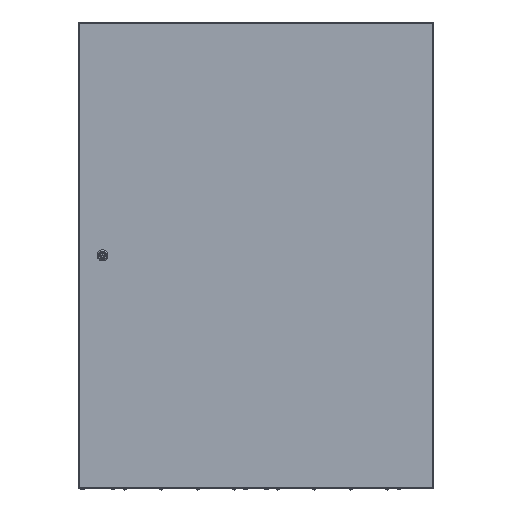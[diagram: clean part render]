
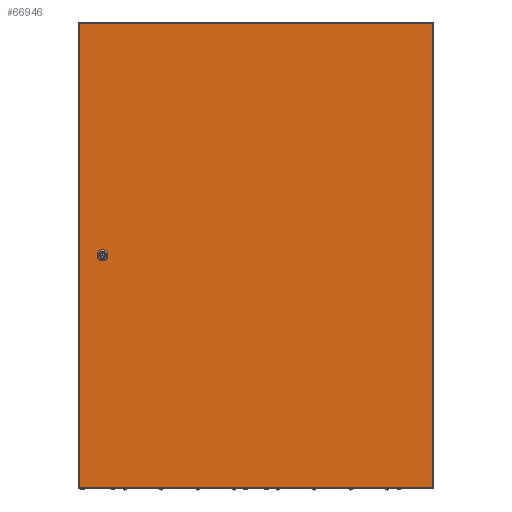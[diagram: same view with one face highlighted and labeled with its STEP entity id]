
A CAD part, top view. The second image highlights one B-rep face of the part: STEP entity #66946.
In plain terms, the highlighted planar face has unit normal (0, 0, 1).
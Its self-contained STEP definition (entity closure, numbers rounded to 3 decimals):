
#134 = AXIS2_PLACEMENT_3D ( 'NONE', #51305, #85757, #37476 ) ;
#945 = CARTESIAN_POINT ( 'NONE',  ( 57.814, 610.05, 17.5 ) ) ;
#1303 = ORIENTED_EDGE ( 'NONE', *, *, #23454, .F. ) ;
#4916 = EDGE_LOOP ( 'NONE', ( #45801, #72921, #29717, #84702 ) ) ;
#6021 = VERTEX_POINT ( 'NONE', #82492 ) ;
#6712 = EDGE_CURVE ( 'NONE', #62230, #33454, #39353, .T. ) ;
#8131 = VERTEX_POINT ( 'NONE', #16801 ) ;
#8461 = CIRCLE ( 'NONE', #29811, 11.25 ) ;
#9060 = DIRECTION ( 'NONE',  ( 0., 0., 1. ) ) ;
#10203 = EDGE_LOOP ( 'NONE', ( #48038, #79244, #58653, #58315, #64376, #1303, #75277, #86758 ) ) ;
#11233 = VERTEX_POINT ( 'NONE', #55373 ) ;
#11364 = VERTEX_POINT ( 'NONE', #36583 ) ;
#12922 = DIRECTION ( 'NONE',  ( 0., 0., 1. ) ) ;
#14086 = VERTEX_POINT ( 'NONE', #85106 ) ;
#14879 = CARTESIAN_POINT ( 'NONE',  ( 62.87, 600., 17.5 ) ) ;
#15614 = PLANE ( 'NONE',  #134 ) ;
#16460 = CARTESIAN_POINT ( 'NONE',  ( 62.87, 600., 17.5 ) ) ;
#16801 = CARTESIAN_POINT ( 'NONE',  ( 67.926, 610.05, 17.5 ) ) ;
#16908 = EDGE_CURVE ( 'NONE', #36366, #6021, #18986, .T. ) ;
#17284 = DIRECTION ( 'NONE',  ( 0., 0., 1. ) ) ;
#17700 = CARTESIAN_POINT ( 'NONE',  ( 72.92, 594.944, 17.5 ) ) ;
#18986 = LINE ( 'NONE', #37821, #21942 ) ;
#19581 = DIRECTION ( 'NONE',  ( 1., 0., 0. ) ) ;
#21942 = VECTOR ( 'NONE', #24801, 1000. ) ;
#22501 = AXIS2_PLACEMENT_3D ( 'NONE', #85246, #17284, #72273 ) ;
#23454 = EDGE_CURVE ( 'NONE', #14086, #11364, #63896, .T. ) ;
#23611 = FACE_OUTER_BOUND ( 'NONE', #4916, .T. ) ;
#23614 = CARTESIAN_POINT ( 'NONE',  ( 52.82, 594.944, 17.5 ) ) ;
#24801 = DIRECTION ( 'NONE',  ( 1., 0., 0. ) ) ;
#26844 = LINE ( 'NONE', #39839, #68553 ) ;
#28686 = DIRECTION ( 'NONE',  ( 1., 0., 0. ) ) ;
#29717 = ORIENTED_EDGE ( 'NONE', *, *, #41955, .T. ) ;
#29811 = AXIS2_PLACEMENT_3D ( 'NONE', #14879, #9060, #28686 ) ;
#33454 = VERTEX_POINT ( 'NONE', #62688 ) ;
#34244 = DIRECTION ( 'NONE',  ( 0., -1., 0. ) ) ;
#35248 = CARTESIAN_POINT ( 'NONE',  ( 62.87, 600., 17.5 ) ) ;
#36366 = VERTEX_POINT ( 'NONE', #53148 ) ;
#36583 = CARTESIAN_POINT ( 'NONE',  ( 52.82, 594.944, 17.5 ) ) ;
#36806 = VERTEX_POINT ( 'NONE', #53046 ) ;
#37034 = DIRECTION ( 'NONE',  ( 1., 0., 0. ) ) ;
#37460 = DIRECTION ( 'NONE',  ( 0., 0., 1. ) ) ;
#37476 = DIRECTION ( 'NONE',  ( 1., 0., 0. ) ) ;
#37821 = CARTESIAN_POINT ( 'NONE',  ( 2.87, 3., 17.5 ) ) ;
#37910 = CARTESIAN_POINT ( 'NONE',  ( 2.87, 1197., 17.5 ) ) ;
#39353 = LINE ( 'NONE', #74675, #79100 ) ;
#39839 = CARTESIAN_POINT ( 'NONE',  ( 912.37, 1197., 17.5 ) ) ;
#40114 = EDGE_CURVE ( 'NONE', #11364, #62230, #78166, .T. ) ;
#40958 = VERTEX_POINT ( 'NONE', #945 ) ;
#41161 = DIRECTION ( 'NONE',  ( 0., 1., 0. ) ) ;
#41955 = EDGE_CURVE ( 'NONE', #6021, #85891, #26844, .T. ) ;
#43628 = VECTOR ( 'NONE', #75508, 1000. ) ;
#45801 = ORIENTED_EDGE ( 'NONE', *, *, #61308, .T. ) ;
#45975 = EDGE_CURVE ( 'NONE', #40958, #14086, #70988, .T. ) ;
#46262 = LINE ( 'NONE', #60594, #72085 ) ;
#47782 = AXIS2_PLACEMENT_3D ( 'NONE', #35248, #12922, #19581 ) ;
#48038 = ORIENTED_EDGE ( 'NONE', *, *, #54557, .F. ) ;
#49997 = FACE_BOUND ( 'NONE', #10203, .T. ) ;
#51058 = LINE ( 'NONE', #77502, #68262 ) ;
#51305 = CARTESIAN_POINT ( 'NONE',  ( 0., 0., 17.5 ) ) ;
#52409 = CARTESIAN_POINT ( 'NONE',  ( 57.814, 589.95, 17.5 ) ) ;
#53046 = CARTESIAN_POINT ( 'NONE',  ( 72.92, 594.944, 17.5 ) ) ;
#53148 = CARTESIAN_POINT ( 'NONE',  ( 2.87, 3., 17.5 ) ) ;
#54557 = EDGE_CURVE ( 'NONE', #11233, #8131, #80493, .T. ) ;
#55373 = CARTESIAN_POINT ( 'NONE',  ( 72.92, 605.056, 17.5 ) ) ;
#58315 = ORIENTED_EDGE ( 'NONE', *, *, #6712, .F. ) ;
#58653 = ORIENTED_EDGE ( 'NONE', *, *, #59490, .F. ) ;
#59490 = EDGE_CURVE ( 'NONE', #33454, #36806, #8461, .T. ) ;
#59508 = AXIS2_PLACEMENT_3D ( 'NONE', #16460, #37460, #37034 ) ;
#60594 = CARTESIAN_POINT ( 'NONE',  ( 2.87, 1197., 17.5 ) ) ;
#60796 = DIRECTION ( 'NONE',  ( 1., 0., 0. ) ) ;
#61308 = EDGE_CURVE ( 'NONE', #77338, #36366, #46262, .T. ) ;
#62230 = VERTEX_POINT ( 'NONE', #52409 ) ;
#62688 = CARTESIAN_POINT ( 'NONE',  ( 67.926, 589.95, 17.5 ) ) ;
#63896 = LINE ( 'NONE', #23614, #84633 ) ;
#64376 = ORIENTED_EDGE ( 'NONE', *, *, #40114, .F. ) ;
#66946 = ADVANCED_FACE ( 'NONE', ( #49997, #23611 ), #15614, .T. ) ;
#68262 = VECTOR ( 'NONE', #78372, 1000. ) ;
#68305 = VECTOR ( 'NONE', #74002, 1000. ) ;
#68419 = CARTESIAN_POINT ( 'NONE',  ( 912.37, 1197., 17.5 ) ) ;
#68553 = VECTOR ( 'NONE', #41161, 1000. ) ;
#70460 = LINE ( 'NONE', #84743, #43628 ) ;
#70988 = CIRCLE ( 'NONE', #59508, 11.25 ) ;
#72085 = VECTOR ( 'NONE', #34244, 1000. ) ;
#72273 = DIRECTION ( 'NONE',  ( 1., 0., 0. ) ) ;
#72921 = ORIENTED_EDGE ( 'NONE', *, *, #16908, .T. ) ;
#74002 = DIRECTION ( 'NONE',  ( 0., 1., 0. ) ) ;
#74675 = CARTESIAN_POINT ( 'NONE',  ( 67.926, 589.95, 17.5 ) ) ;
#75277 = ORIENTED_EDGE ( 'NONE', *, *, #45975, .F. ) ;
#75508 = DIRECTION ( 'NONE',  ( -1., 0., 0. ) ) ;
#76147 = EDGE_CURVE ( 'NONE', #85891, #77338, #70460, .T. ) ;
#76857 = DIRECTION ( 'NONE',  ( 0., -1., 0. ) ) ;
#77338 = VERTEX_POINT ( 'NONE', #37910 ) ;
#77502 = CARTESIAN_POINT ( 'NONE',  ( 67.926, 610.05, 17.5 ) ) ;
#78166 = CIRCLE ( 'NONE', #22501, 11.25 ) ;
#78372 = DIRECTION ( 'NONE',  ( -1., 0., 0. ) ) ;
#78966 = LINE ( 'NONE', #17700, #68305 ) ;
#79100 = VECTOR ( 'NONE', #60796, 1000. ) ;
#79244 = ORIENTED_EDGE ( 'NONE', *, *, #86449, .F. ) ;
#80493 = CIRCLE ( 'NONE', #47782, 11.25 ) ;
#80716 = EDGE_CURVE ( 'NONE', #8131, #40958, #51058, .T. ) ;
#82492 = CARTESIAN_POINT ( 'NONE',  ( 912.37, 3., 17.5 ) ) ;
#84633 = VECTOR ( 'NONE', #76857, 1000. ) ;
#84702 = ORIENTED_EDGE ( 'NONE', *, *, #76147, .T. ) ;
#84743 = CARTESIAN_POINT ( 'NONE',  ( 2.87, 1197., 17.5 ) ) ;
#85106 = CARTESIAN_POINT ( 'NONE',  ( 52.82, 605.056, 17.5 ) ) ;
#85246 = CARTESIAN_POINT ( 'NONE',  ( 62.87, 600., 17.5 ) ) ;
#85757 = DIRECTION ( 'NONE',  ( 0., 0., 1. ) ) ;
#85891 = VERTEX_POINT ( 'NONE', #68419 ) ;
#86449 = EDGE_CURVE ( 'NONE', #36806, #11233, #78966, .T. ) ;
#86758 = ORIENTED_EDGE ( 'NONE', *, *, #80716, .F. ) ;
